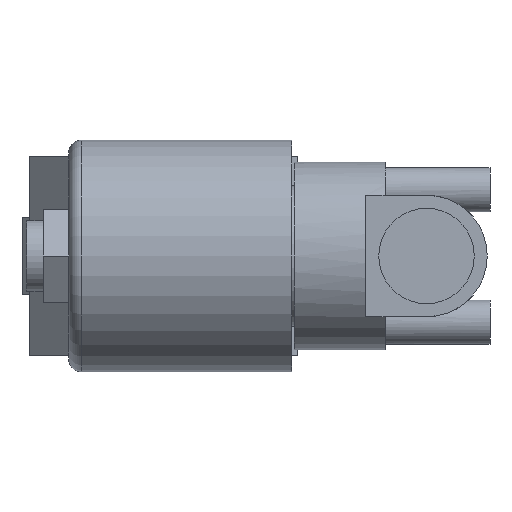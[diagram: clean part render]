
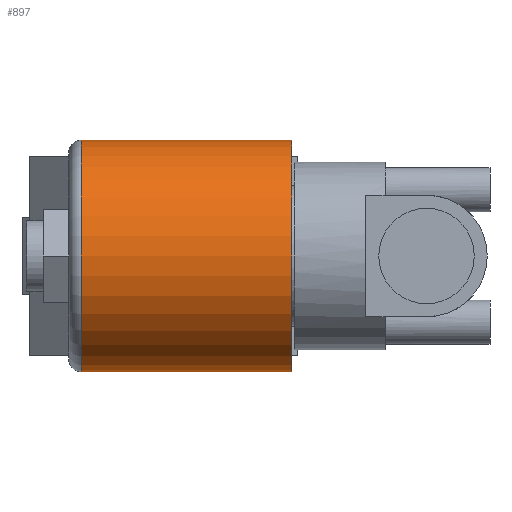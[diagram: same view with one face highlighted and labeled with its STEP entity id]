
A CAD part, left-side view. The second image highlights one B-rep face of the part: STEP entity #897.
In plain terms, the highlighted cylindrical face has radius 21 mm (diameter 42 mm), a partial arc.
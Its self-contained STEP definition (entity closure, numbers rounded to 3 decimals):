
#9 = VERTEX_POINT ( 'NONE', #1299 ) ;
#51 = EDGE_CURVE ( 'NONE', #2097, #9, #1432, .T. ) ;
#78 = CARTESIAN_POINT ( 'NONE',  ( 0., 47.96, 0. ) ) ;
#112 = VECTOR ( 'NONE', #2212, 1000. ) ;
#113 = DIRECTION ( 'NONE',  ( 0., -1., 0. ) ) ;
#176 = EDGE_LOOP ( 'NONE', ( #2971, #1296, #2357, #1744 ) ) ;
#338 = CARTESIAN_POINT ( 'NONE',  ( 0., 47.96, 21. ) ) ;
#422 = EDGE_CURVE ( 'NONE', #442, #1223, #2885, .T. ) ;
#442 = VERTEX_POINT ( 'NONE', #1603 ) ;
#531 = EDGE_CURVE ( 'NONE', #9, #442, #2171, .T. ) ;
#709 = CARTESIAN_POINT ( 'NONE',  ( 0., 45.66, 21. ) ) ;
#763 = CARTESIAN_POINT ( 'NONE',  ( 0., 47.96, -21. ) ) ;
#897 = ADVANCED_FACE ( 'NONE', ( #1696 ), #1918, .T. ) ;
#947 = AXIS2_PLACEMENT_3D ( 'NONE', #1860, #2144, #2124 ) ;
#992 = AXIS2_PLACEMENT_3D ( 'NONE', #1313, #113, #2219 ) ;
#1030 = DIRECTION ( 'NONE',  ( 0., 0., -1. ) ) ;
#1084 = EDGE_CURVE ( 'NONE', #2097, #1223, #1742, .T. ) ;
#1143 = VECTOR ( 'NONE', #1463, 1000. ) ;
#1223 = VERTEX_POINT ( 'NONE', #2359 ) ;
#1296 = ORIENTED_EDGE ( 'NONE', *, *, #51, .T. ) ;
#1299 = CARTESIAN_POINT ( 'NONE',  ( 0., 45.66, -21. ) ) ;
#1313 = CARTESIAN_POINT ( 'NONE',  ( 0., 45.66, 0. ) ) ;
#1432 = CIRCLE ( 'NONE', #992, 21. ) ;
#1463 = DIRECTION ( 'NONE',  ( 0., -1., 0. ) ) ;
#1487 = AXIS2_PLACEMENT_3D ( 'NONE', #78, #2141, #1030 ) ;
#1603 = CARTESIAN_POINT ( 'NONE',  ( 0., 7.56, -21. ) ) ;
#1696 = FACE_OUTER_BOUND ( 'NONE', #176, .T. ) ;
#1742 = LINE ( 'NONE', #338, #112 ) ;
#1744 = ORIENTED_EDGE ( 'NONE', *, *, #422, .T. ) ;
#1860 = CARTESIAN_POINT ( 'NONE',  ( 0., 7.56, 0. ) ) ;
#1918 = CYLINDRICAL_SURFACE ( 'NONE', #1487, 21. ) ;
#2097 = VERTEX_POINT ( 'NONE', #709 ) ;
#2124 = DIRECTION ( 'NONE',  ( 0., 0., 1. ) ) ;
#2141 = DIRECTION ( 'NONE',  ( 0., -1., 0. ) ) ;
#2144 = DIRECTION ( 'NONE',  ( 0., 1., 0. ) ) ;
#2171 = LINE ( 'NONE', #763, #1143 ) ;
#2212 = DIRECTION ( 'NONE',  ( 0., -1., 0. ) ) ;
#2219 = DIRECTION ( 'NONE',  ( 0., 0., 1. ) ) ;
#2357 = ORIENTED_EDGE ( 'NONE', *, *, #531, .T. ) ;
#2359 = CARTESIAN_POINT ( 'NONE',  ( 0., 7.56, 21. ) ) ;
#2885 = CIRCLE ( 'NONE', #947, 21. ) ;
#2971 = ORIENTED_EDGE ( 'NONE', *, *, #1084, .F. ) ;
